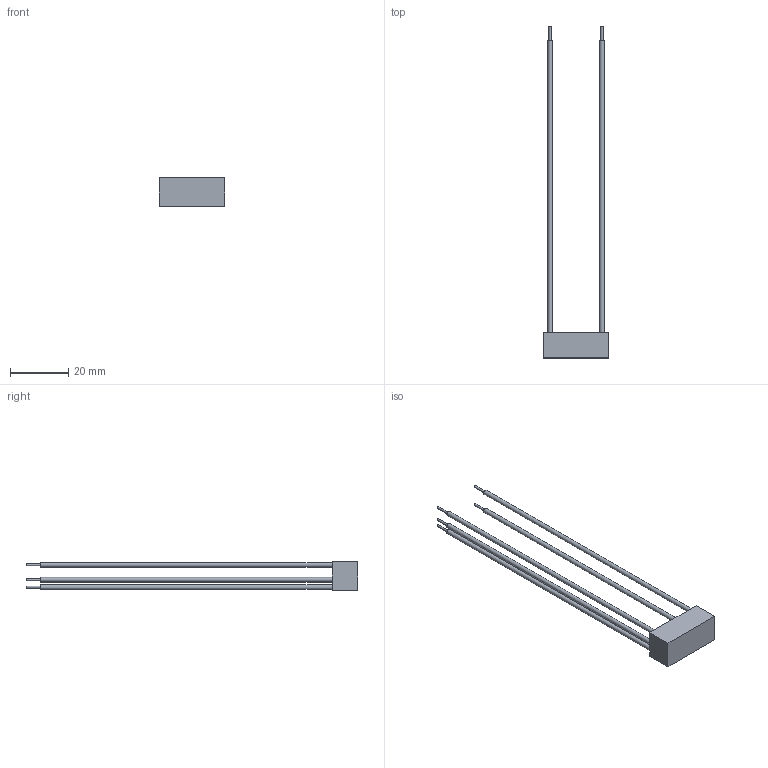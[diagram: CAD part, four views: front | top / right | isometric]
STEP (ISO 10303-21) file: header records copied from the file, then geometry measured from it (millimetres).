
FILE_DESCRIPTION(('FreeCAD Model'),'2;1');
FILE_NAME('SLE-24W.step', '2020-05-27T09:05:28',('Author'),(''), 'Open CASCADE STEP processor 7.2','FreeCAD','Unknown');
FILE_SCHEMA(('AUTOMOTIVE_DESIGN { 1 0 10303 214 1 1 1 1 }'));
Length unit declared in the file: millimetre
Products named in the file (11): case; Extrude; Extrude010; Extrude001; Extrude009; Extrude002; Extrude008; Extrude007; Extrude003; Extrude004; Extrude006
Bounding box: 22.6 x 113.9 x 9.9 mm (x, y, z)
Volume: 3007.6 mm3; surface area: 3622.7 mm2
Topology: 11 solids, 11 shells, 36 faces, 42 edges, 28 vertices
Faces by surface type: plane 26, cylinder 10
Full cylindrical faces by diameter (mm): 0.75 x5, 1.6 x5
Entity records: 1458 total; most frequent: DIRECTION 220, CARTESIAN_POINT 191, LINE 86, VECTOR 86, ORIENTED_EDGE 84, PCURVE 84, DEFINITIONAL_REPRESENTATION 84, AXIS2_PLACEMENT_3D 57
